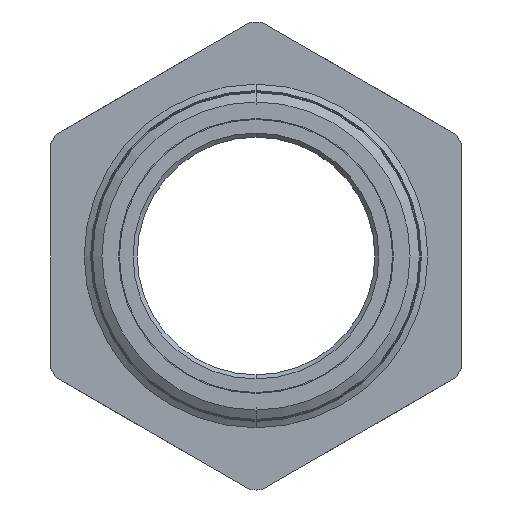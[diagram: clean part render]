
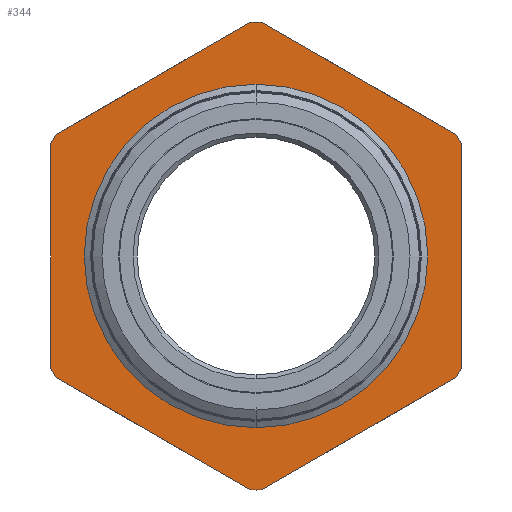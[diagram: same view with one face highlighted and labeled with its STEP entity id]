
A CAD part, front view. The second image highlights one B-rep face of the part: STEP entity #344.
In plain terms, the highlighted planar face has unit normal (0, -1, 0).
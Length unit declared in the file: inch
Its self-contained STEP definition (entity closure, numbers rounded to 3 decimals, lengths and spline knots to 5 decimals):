
#119 = VERTEX_POINT ( 'NONE', #1299 ) ;
#166 = VERTEX_POINT ( 'NONE', #1394 ) ;
#173 = VERTEX_POINT ( 'NONE', #1382 ) ;
#175 = EDGE_CURVE ( 'NONE', #119, #173, #1444, .T. ) ;
#180 = VERTEX_POINT ( 'NONE', #1429 ) ;
#200 = VERTEX_POINT ( 'NONE', #1447 ) ;
#207 = VERTEX_POINT ( 'NONE', #1496 ) ;
#210 = EDGE_CURVE ( 'NONE', #200, #207, #1493, .T. ) ;
#213 = EDGE_CURVE ( 'NONE', #3389, #166, #1487, .T. ) ;
#218 = VERTEX_POINT ( 'NONE', #1531 ) ;
#228 = VERTEX_POINT ( 'NONE', #1514 ) ;
#230 = EDGE_CURVE ( 'NONE', #218, #228, #1513, .T. ) ;
#235 = VERTEX_POINT ( 'NONE', #1563 ) ;
#239 = EDGE_CURVE ( 'NONE', #180, #235, #1557, .T. ) ;
#252 = EDGE_CURVE ( 'NONE', #173, #266, #1596, .T. ) ;
#266 = VERTEX_POINT ( 'NONE', #1625 ) ;
#275 = VERTEX_POINT ( 'NONE', #1610 ) ;
#277 = EDGE_CURVE ( 'NONE', #266, #275, #1608, .T. ) ;
#286 = EDGE_CURVE ( 'NONE', #166, #180, #1637, .T. ) ;
#294 = EDGE_CURVE ( 'NONE', #207, #218, #1676, .T. ) ;
#314 = EDGE_CURVE ( 'NONE', #275, #200, #1737, .T. ) ;
#342 = EDGE_CURVE ( 'NONE', #235, #119, #1795, .T. ) ;
#344 = ADVANCED_FACE ( 'NONE', ( #1790, #1789 ), #1788, .T. ) ;
#345 = EDGE_LOOP ( 'NONE', ( #346, #393 ) ) ;
#346 = ORIENTED_EDGE ( 'NONE', *, *, #347, .F. ) ;
#347 = EDGE_CURVE ( 'NONE', #643, #632, #1782, .T. ) ;
#350 = EDGE_CURVE ( 'NONE', #228, #3406, #1772, .T. ) ;
#379 = ORIENTED_EDGE ( 'NONE', *, *, #230, .T. ) ;
#380 = ORIENTED_EDGE ( 'NONE', *, *, #350, .T. ) ;
#381 = ORIENTED_EDGE ( 'NONE', *, *, #3398, .T. ) ;
#382 = ORIENTED_EDGE ( 'NONE', *, *, #213, .T. ) ;
#383 = ORIENTED_EDGE ( 'NONE', *, *, #286, .T. ) ;
#393 = ORIENTED_EDGE ( 'NONE', *, *, #642, .F. ) ;
#394 = EDGE_LOOP ( 'NONE', ( #395, #396, #397, #398, #399, #400, #401, #402, #379, #380, #381, #382, #383 ) ) ;
#395 = ORIENTED_EDGE ( 'NONE', *, *, #239, .T. ) ;
#396 = ORIENTED_EDGE ( 'NONE', *, *, #342, .T. ) ;
#397 = ORIENTED_EDGE ( 'NONE', *, *, #175, .T. ) ;
#398 = ORIENTED_EDGE ( 'NONE', *, *, #252, .T. ) ;
#399 = ORIENTED_EDGE ( 'NONE', *, *, #277, .T. ) ;
#400 = ORIENTED_EDGE ( 'NONE', *, *, #314, .T. ) ;
#401 = ORIENTED_EDGE ( 'NONE', *, *, #210, .T. ) ;
#402 = ORIENTED_EDGE ( 'NONE', *, *, #294, .T. ) ;
#632 = VERTEX_POINT ( 'NONE', #2266 ) ;
#642 = EDGE_CURVE ( 'NONE', #632, #643, #2258, .T. ) ;
#643 = VERTEX_POINT ( 'NONE', #2253 ) ;
#1299 = CARTESIAN_POINT ( 'NONE',  ( 0.49, 0.79, 0.26821 ) ) ;
#1382 = CARTESIAN_POINT ( 'NONE',  ( 0.47727, 0.79, 0.29025 ) ) ;
#1394 = CARTESIAN_POINT ( 'NONE',  ( 0.01273, 0.79, -0.55845 ) ) ;
#1429 = CARTESIAN_POINT ( 'NONE',  ( 0.47727, 0.79, -0.29025 ) ) ;
#1440 = DIRECTION ( 'NONE',  ( 0., 0., -1. ) ) ;
#1441 = DIRECTION ( 'NONE',  ( 0., -1., 0. ) ) ;
#1442 = CARTESIAN_POINT ( 'NONE',  ( 0., 0.79, 0. ) ) ;
#1443 = AXIS2_PLACEMENT_3D ( 'NONE', #1442, #1441, #1440 ) ;
#1444 = CIRCLE ( 'NONE', #1443, 0.5586 ) ;
#1447 = CARTESIAN_POINT ( 'NONE',  ( -0.47727, 0.79, 0.29025 ) ) ;
#1479 = DIRECTION ( 'NONE',  ( 0., 0., -1. ) ) ;
#1480 = DIRECTION ( 'NONE',  ( 0., -1., 0. ) ) ;
#1481 = CARTESIAN_POINT ( 'NONE',  ( 0., 0.79, 0. ) ) ;
#1482 = AXIS2_PLACEMENT_3D ( 'NONE', #1481, #1480, #1479 ) ;
#1487 = CIRCLE ( 'NONE', #1482, 0.5586 ) ;
#1489 = DIRECTION ( 'NONE',  ( 0., 0., -1. ) ) ;
#1490 = DIRECTION ( 'NONE',  ( 0., -1., 0. ) ) ;
#1491 = CARTESIAN_POINT ( 'NONE',  ( 0., 0.79, 0. ) ) ;
#1492 = AXIS2_PLACEMENT_3D ( 'NONE', #1491, #1490, #1489 ) ;
#1493 = CIRCLE ( 'NONE', #1492, 0.5586 ) ;
#1496 = CARTESIAN_POINT ( 'NONE',  ( -0.49, 0.79, 0.26821 ) ) ;
#1509 = DIRECTION ( 'NONE',  ( 0., 0., -1. ) ) ;
#1510 = DIRECTION ( 'NONE',  ( 0., -1., 0. ) ) ;
#1511 = CARTESIAN_POINT ( 'NONE',  ( 0., 0.79, 0. ) ) ;
#1512 = AXIS2_PLACEMENT_3D ( 'NONE', #1511, #1510, #1509 ) ;
#1513 = CIRCLE ( 'NONE', #1512, 0.5586 ) ;
#1514 = CARTESIAN_POINT ( 'NONE',  ( -0.47727, 0.79, -0.29025 ) ) ;
#1531 = CARTESIAN_POINT ( 'NONE',  ( -0.49, 0.79, -0.26821 ) ) ;
#1553 = DIRECTION ( 'NONE',  ( 0., 0., -1. ) ) ;
#1554 = DIRECTION ( 'NONE',  ( 0., -1., 0. ) ) ;
#1555 = CARTESIAN_POINT ( 'NONE',  ( 0., 0.79, 0. ) ) ;
#1556 = AXIS2_PLACEMENT_3D ( 'NONE', #1555, #1554, #1553 ) ;
#1557 = CIRCLE ( 'NONE', #1556, 0.5586 ) ;
#1563 = CARTESIAN_POINT ( 'NONE',  ( 0.49, 0.79, -0.26821 ) ) ;
#1587 = DIRECTION ( 'NONE',  ( -0.866, 0., 0.5 ) ) ;
#1588 = VECTOR ( 'NONE', #1587, 39.37008 ) ;
#1595 = CARTESIAN_POINT ( 'NONE',  ( 0.49, 0.79, 0.2829 ) ) ;
#1596 = LINE ( 'NONE', #1595, #1588 ) ;
#1604 = DIRECTION ( 'NONE',  ( 0., 0., -1. ) ) ;
#1605 = DIRECTION ( 'NONE',  ( 0., -1., 0. ) ) ;
#1606 = CARTESIAN_POINT ( 'NONE',  ( 0., 0.79, 0. ) ) ;
#1607 = AXIS2_PLACEMENT_3D ( 'NONE', #1606, #1605, #1604 ) ;
#1608 = CIRCLE ( 'NONE', #1607, 0.5586 ) ;
#1610 = CARTESIAN_POINT ( 'NONE',  ( -0.01273, 0.79, 0.55845 ) ) ;
#1625 = CARTESIAN_POINT ( 'NONE',  ( 0.01273, 0.79, 0.55845 ) ) ;
#1634 = DIRECTION ( 'NONE',  ( 0.866, 0., 0.5 ) ) ;
#1635 = VECTOR ( 'NONE', #1634, 39.37008 ) ;
#1636 = CARTESIAN_POINT ( 'NONE',  ( 0., 0.79, -0.5658 ) ) ;
#1637 = LINE ( 'NONE', #1636, #1635 ) ;
#1673 = DIRECTION ( 'NONE',  ( 0., 0., -1. ) ) ;
#1674 = VECTOR ( 'NONE', #1673, 39.37008 ) ;
#1675 = CARTESIAN_POINT ( 'NONE',  ( -0.49, 0.79, 0.2829 ) ) ;
#1676 = LINE ( 'NONE', #1675, #1674 ) ;
#1734 = DIRECTION ( 'NONE',  ( -0.866, 0., -0.5 ) ) ;
#1735 = VECTOR ( 'NONE', #1734, 39.37008 ) ;
#1736 = CARTESIAN_POINT ( 'NONE',  ( 0., 0.79, 0.5658 ) ) ;
#1737 = LINE ( 'NONE', #1736, #1735 ) ;
#1769 = DIRECTION ( 'NONE',  ( 0.866, 0., -0.5 ) ) ;
#1770 = VECTOR ( 'NONE', #1769, 39.37008 ) ;
#1771 = CARTESIAN_POINT ( 'NONE',  ( -0.49, 0.79, -0.2829 ) ) ;
#1772 = LINE ( 'NONE', #1771, #1770 ) ;
#1778 = DIRECTION ( 'NONE',  ( 0., 0., -1. ) ) ;
#1779 = DIRECTION ( 'NONE',  ( 0., -1., 0. ) ) ;
#1780 = CARTESIAN_POINT ( 'NONE',  ( 0., 0.79, 0. ) ) ;
#1781 = AXIS2_PLACEMENT_3D ( 'NONE', #1780, #1779, #1778 ) ;
#1782 = CIRCLE ( 'NONE', #1781, 0.41 ) ;
#1784 = DIRECTION ( 'NONE',  ( 0., 0., -1. ) ) ;
#1785 = DIRECTION ( 'NONE',  ( 0., -1., 0. ) ) ;
#1786 = CARTESIAN_POINT ( 'NONE',  ( 0.41, 0.79, 0. ) ) ;
#1787 = AXIS2_PLACEMENT_3D ( 'NONE', #1786, #1785, #1784 ) ;
#1788 = PLANE ( 'NONE',  #1787 ) ;
#1789 = FACE_OUTER_BOUND ( 'NONE', #394, .T. ) ;
#1790 = FACE_BOUND ( 'NONE', #345, .T. ) ;
#1792 = DIRECTION ( 'NONE',  ( 0., 0., 1. ) ) ;
#1793 = VECTOR ( 'NONE', #1792, 39.37008 ) ;
#1794 = CARTESIAN_POINT ( 'NONE',  ( 0.49, 0.79, -0.2829 ) ) ;
#1795 = LINE ( 'NONE', #1794, #1793 ) ;
#2253 = CARTESIAN_POINT ( 'NONE',  ( 0., 0.79, 0.41 ) ) ;
#2254 = DIRECTION ( 'NONE',  ( 0., 0., -1. ) ) ;
#2255 = DIRECTION ( 'NONE',  ( 0., -1., 0. ) ) ;
#2256 = CARTESIAN_POINT ( 'NONE',  ( 0., 0.79, 0. ) ) ;
#2257 = AXIS2_PLACEMENT_3D ( 'NONE', #2256, #2255, #2254 ) ;
#2258 = CIRCLE ( 'NONE', #2257, 0.41 ) ;
#2266 = CARTESIAN_POINT ( 'NONE',  ( 0., 0.79, -0.41 ) ) ;
#3005 = CARTESIAN_POINT ( 'NONE',  ( 0., 0.79, -0.5586 ) ) ;
#3029 = CARTESIAN_POINT ( 'NONE',  ( -0.01273, 0.79, -0.55845 ) ) ;
#3041 = DIRECTION ( 'NONE',  ( 0., 0., -1. ) ) ;
#3042 = DIRECTION ( 'NONE',  ( 0., -1., 0. ) ) ;
#3043 = CARTESIAN_POINT ( 'NONE',  ( 0., 0.79, 0. ) ) ;
#3044 = AXIS2_PLACEMENT_3D ( 'NONE', #3043, #3042, #3041 ) ;
#3045 = CIRCLE ( 'NONE', #3044, 0.5586 ) ;
#3389 = VERTEX_POINT ( 'NONE', #3005 ) ;
#3398 = EDGE_CURVE ( 'NONE', #3406, #3389, #3045, .T. ) ;
#3406 = VERTEX_POINT ( 'NONE', #3029 ) ;
